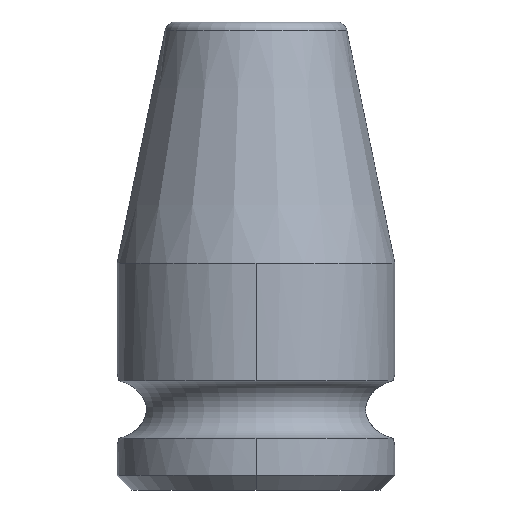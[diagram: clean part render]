
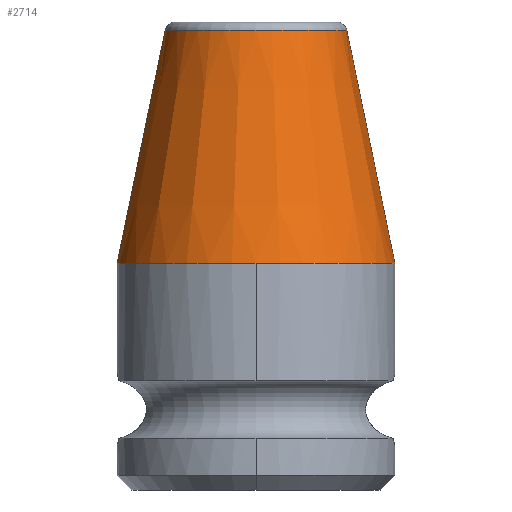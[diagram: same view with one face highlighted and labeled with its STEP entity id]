
A CAD part, left-side view. The second image highlights one B-rep face of the part: STEP entity #2714.
In plain terms, the highlighted conical face has half-angle 11.643 degrees and reference radius 7.858 mm.
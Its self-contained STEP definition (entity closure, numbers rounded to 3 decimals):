
#184=CARTESIAN_POINT('',(0.,0.,15.5));
#185=DIRECTION('',(0.,0.,1.));
#186=DIRECTION('',(0.,1.,0.));
#187=AXIS2_PLACEMENT_3D('',#184,#185,#186);
#356=CARTESIAN_POINT('',(0.,0.,15.5));
#357=DIRECTION('',(0.,0.,1.));
#358=DIRECTION('',(-1.,0.,0.));
#359=AXIS2_PLACEMENT_3D('',#356,#357,#358);
#1241=DIRECTION('',(0.,0.202,-0.979));
#1242=VECTOR('',#1241,16.276);
#1243=CARTESIAN_POINT('',(0.,6.215,
31.441));
#1244=LINE('',#1243,#1242);
#1245=DIRECTION('',(0.,-0.202,-0.979));
#1246=VECTOR('',#1245,16.276);
#1247=CARTESIAN_POINT('',(0.,-6.215,
31.441));
#1248=LINE('',#1247,#1246);
#1249=CARTESIAN_POINT('',(0.,0.,31.441));
#1250=DIRECTION('',(0.,0.,1.));
#1251=DIRECTION('',(0.,1.,0.));
#1252=AXIS2_PLACEMENT_3D('',#1249,#1250,#1251);
#1482=CARTESIAN_POINT('',(0.,9.5,15.5));
#1483=CARTESIAN_POINT('',(-9.5,0.,15.5));
#1484=VERTEX_POINT('',#1482);
#1485=VERTEX_POINT('',#1483);
#1486=CARTESIAN_POINT('',(0.,-9.5,15.5));
#1487=VERTEX_POINT('',#1486);
#1494=CARTESIAN_POINT('',(0.,6.215,31.441));
#1495=CARTESIAN_POINT('',(0.,-6.215,31.441));
#1496=VERTEX_POINT('',#1494);
#1497=VERTEX_POINT('',#1495);
#2702=CARTESIAN_POINT('',(0.,0.,23.471));
#2703=DIRECTION('',(0.,0.,-1.));
#2704=DIRECTION('',(0.,-1.,0.));
#2705=AXIS2_PLACEMENT_3D('',#2702,#2703,#2704);
#2706=CONICAL_SURFACE('',#2705,7.858,11.643);
#2707=ORIENTED_EDGE('',*,*,#2667,.T.);
#2708=ORIENTED_EDGE('',*,*,#2697,.T.);
#2709=ORIENTED_EDGE('',*,*,#1775,.F.);
#2710=ORIENTED_EDGE('',*,*,#1708,.F.);
#2711=ORIENTED_EDGE('',*,*,#2693,.F.);
#2712=EDGE_LOOP('',(#2707,#2708,#2709,#2710,#2711));
#2713=FACE_OUTER_BOUND('',#2712,.F.);
#2714=ADVANCED_FACE('',(#2713),#2706,.T.);
#188=CIRCLE('',#187,9.5);
#360=CIRCLE('',#359,9.5);
#1253=CIRCLE('',#1252,6.215);
#1708=EDGE_CURVE('',#1484,#1485,#188,.T.);
#1775=EDGE_CURVE('',#1485,#1487,#360,.T.);
#2667=EDGE_CURVE('',#1496,#1497,#1253,.T.);
#2693=EDGE_CURVE('',#1496,#1484,#1244,.T.);
#2697=EDGE_CURVE('',#1497,#1487,#1248,.T.);
